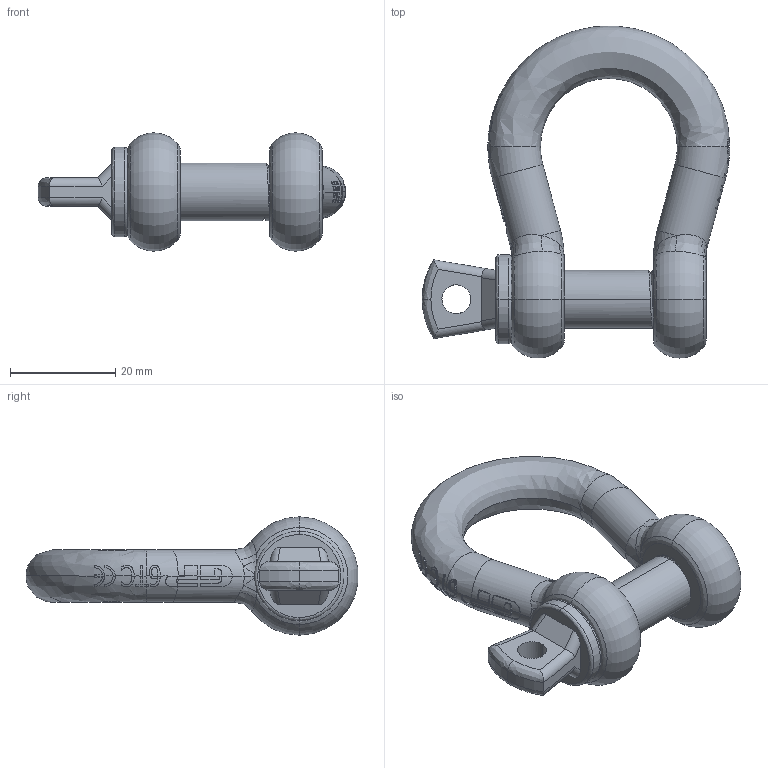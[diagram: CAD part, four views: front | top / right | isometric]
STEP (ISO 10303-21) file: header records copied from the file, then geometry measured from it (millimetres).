
FILE_DESCRIPTION(('STEP AP214'),'1');
FILE_NAME('gpghbb10.stp','2017-03-31T06:02:32',('TraceParts'),('TraceParts S.A.'),'Spatial InterOp 3D',' ',' ');
FILE_SCHEMA(('automotive_design'));
Length unit declared in the file: millimetre
Products named in the file (2): gpghbb10_1; gpghbb10_2
Bounding box: 58.5 x 63.14 x 22.5 mm (x, y, z)
Volume: 17461.6 mm3; surface area: 8363.5 mm2
Topology: 2 solids, 2 shells, 317 faces, 908 edges, 579 vertices
Faces by surface type: bspline 127, plane 98, cylinder 80, torus 8, cone 4
Entity records: 19935 total; most frequent: CARTESIAN_POINT 13038, ORIENTED_EDGE 1780, DIRECTION 968, EDGE_CURVE 890, VERTEX_POINT 579, B_SPLINE_CURVE_WITH_KNOTS 380, AXIS2_PLACEMENT_3D 352, EDGE_LOOP 325
